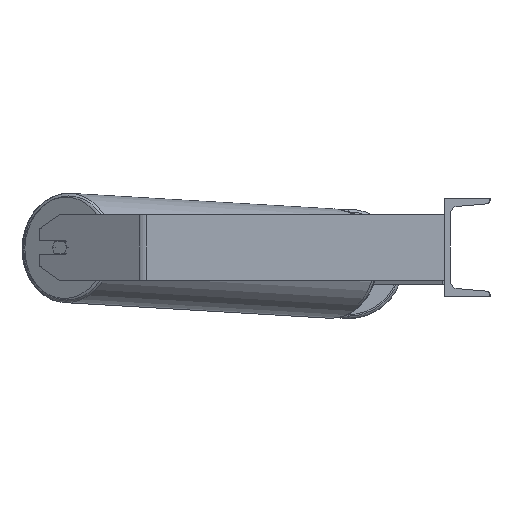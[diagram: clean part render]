
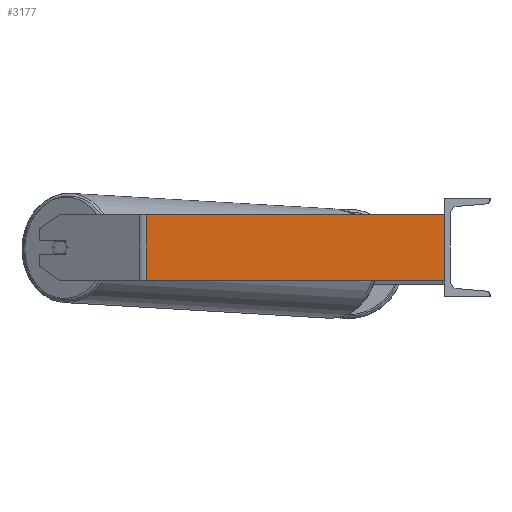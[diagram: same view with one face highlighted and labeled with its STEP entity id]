
A CAD part, left-side view. The second image highlights one B-rep face of the part: STEP entity #3177.
In plain terms, the highlighted planar face has unit normal (-1, 0, 0).
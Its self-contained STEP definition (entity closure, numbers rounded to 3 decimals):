
#58 = DIRECTION ( 'NONE',  ( 1., 0., 0. ) ) ;
#106 = LINE ( 'NONE', #3461, #325 ) ;
#135 = LINE ( 'NONE', #2158, #221 ) ;
#177 = DIRECTION ( 'NONE',  ( 0., 0., -1. ) ) ;
#221 = VECTOR ( 'NONE', #177, 1000. ) ;
#271 = DIRECTION ( 'NONE',  ( 0., -1., 0. ) ) ;
#310 = CARTESIAN_POINT ( 'NONE',  ( -885., 367.058, -40. ) ) ;
#325 = VECTOR ( 'NONE', #3592, 1000. ) ;
#650 = ORIENTED_EDGE ( 'NONE', *, *, #7151, .F. ) ;
#696 = CARTESIAN_POINT ( 'NONE',  ( -885., 367.058, 40. ) ) ;
#712 = EDGE_CURVE ( 'NONE', #8356, #897, #1613, .T. ) ;
#897 = VERTEX_POINT ( 'NONE', #4693 ) ;
#1122 = CARTESIAN_POINT ( 'NONE',  ( -885., 362.013, -40. ) ) ;
#1489 = EDGE_LOOP ( 'NONE', ( #2137, #650, #3942, #4905 ) ) ;
#1613 = LINE ( 'NONE', #310, #8257 ) ;
#1619 = DIRECTION ( 'NONE',  ( 0., 0., -1. ) ) ;
#2137 = ORIENTED_EDGE ( 'NONE', *, *, #712, .T. ) ;
#2158 = CARTESIAN_POINT ( 'NONE',  ( -885., 0., 40. ) ) ;
#3177 = ADVANCED_FACE ( 'NONE', ( #6252 ), #6940, .F. ) ;
#3461 = CARTESIAN_POINT ( 'NONE',  ( -885., 367.058, 40. ) ) ;
#3592 = DIRECTION ( 'NONE',  ( 0., -1., 0. ) ) ;
#3942 = ORIENTED_EDGE ( 'NONE', *, *, #4367, .F. ) ;
#4180 = DIRECTION ( 'NONE',  ( 0., 1., 0. ) ) ;
#4296 = VERTEX_POINT ( 'NONE', #7442 ) ;
#4350 = CARTESIAN_POINT ( 'NONE',  ( -885., 362.013, 40. ) ) ;
#4367 = EDGE_CURVE ( 'NONE', #5260, #4296, #106, .T. ) ;
#4693 = CARTESIAN_POINT ( 'NONE',  ( -885., 0., -40. ) ) ;
#4905 = ORIENTED_EDGE ( 'NONE', *, *, #6711, .T. ) ;
#5260 = VERTEX_POINT ( 'NONE', #7420 ) ;
#6252 = FACE_OUTER_BOUND ( 'NONE', #1489, .T. ) ;
#6550 = AXIS2_PLACEMENT_3D ( 'NONE', #696, #58, #4180 ) ;
#6711 = EDGE_CURVE ( 'NONE', #5260, #8356, #7195, .T. ) ;
#6940 = PLANE ( 'NONE',  #6550 ) ;
#7151 = EDGE_CURVE ( 'NONE', #4296, #897, #135, .T. ) ;
#7195 = LINE ( 'NONE', #4350, #7340 ) ;
#7340 = VECTOR ( 'NONE', #1619, 1000. ) ;
#7420 = CARTESIAN_POINT ( 'NONE',  ( -885., 362.013, 40. ) ) ;
#7442 = CARTESIAN_POINT ( 'NONE',  ( -885., 0., 40. ) ) ;
#8257 = VECTOR ( 'NONE', #271, 1000. ) ;
#8356 = VERTEX_POINT ( 'NONE', #1122 ) ;
